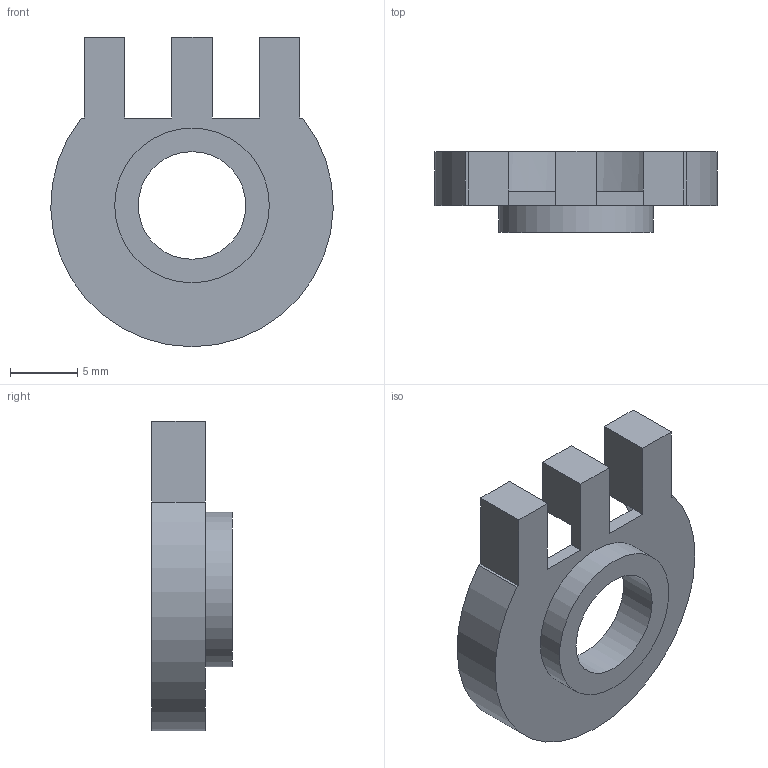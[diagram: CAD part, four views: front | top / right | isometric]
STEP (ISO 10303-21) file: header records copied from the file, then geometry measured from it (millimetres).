
FILE_DESCRIPTION(/* description */ (''),/* implementation_level */ '2;1');
FILE_NAME(/* name */ 'M34Holder.step',/* time_stamp */ '2021-10-12T15:29:22-05:00',/* author */ (''),/* organization */ (''),/* preprocessor_version */ 'ST-DEVELOPER v18.1',/* originating_system */ 'Autodesk Translation Framework v10.10.0.1391',/* authorisation */ '');
FILE_SCHEMA (('AUTOMOTIVE_DESIGN { 1 0 10303 214 3 1 1 }'));
Length unit declared in the file: millimetre
Products named in the file (1): M34Holder
Bounding box: 21 x 6 x 23 mm (x, y, z)
Volume: 841 mm3; surface area: 1260.5 mm2
Topology: 1 solids, 1 shells, 29 faces, 76 edges, 50 vertices
Faces by surface type: plane 24, cylinder 5
Full cylindrical faces by diameter (mm): 8 x1, 11.5 x1
Entity records: 923 total; most frequent: CARTESIAN_POINT 156, ORIENTED_EDGE 152, DIRECTION 148, EDGE_CURVE 76, LINE 64, VECTOR 64, VERTEX_POINT 50, AXIS2_PLACEMENT_3D 42
